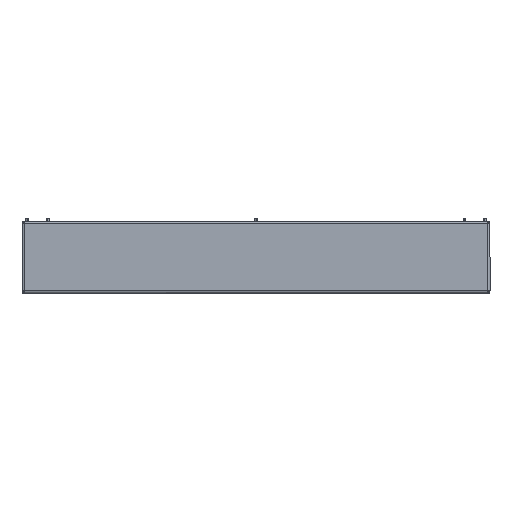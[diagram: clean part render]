
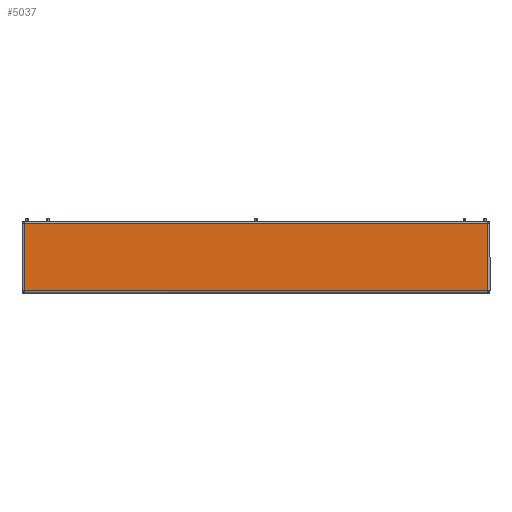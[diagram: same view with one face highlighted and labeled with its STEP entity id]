
A CAD part, top view. The second image highlights one B-rep face of the part: STEP entity #5037.
In plain terms, the highlighted face is planar.
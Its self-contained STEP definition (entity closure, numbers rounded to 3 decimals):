
#143 = LINE ( 'NONE', #2085, #2638 ) ;
#492 = VECTOR ( 'NONE', #595, 1000. ) ;
#585 = CARTESIAN_POINT ( 'NONE',  ( 0., 322., 100. ) ) ;
#595 = DIRECTION ( 'NONE',  ( 0., 0., -1. ) ) ;
#688 = VECTOR ( 'NONE', #3978, 1000. ) ;
#901 = LINE ( 'NONE', #6009, #688 ) ;
#983 = ORIENTED_EDGE ( 'NONE', *, *, #2583, .T. ) ;
#1079 = LINE ( 'NONE', #585, #1740 ) ;
#1108 = DIRECTION ( 'NONE',  ( 1., 0., 0. ) ) ;
#1138 = DIRECTION ( 'NONE',  ( 0., 0., -1. ) ) ;
#1435 = VERTEX_POINT ( 'NONE', #2901 ) ;
#1650 = DIRECTION ( 'NONE',  ( 0., 0., -1. ) ) ;
#1740 = VECTOR ( 'NONE', #1650, 1000. ) ;
#2085 = CARTESIAN_POINT ( 'NONE',  ( 0., -322., 97. ) ) ;
#2402 = VERTEX_POINT ( 'NONE', #4003 ) ;
#2583 = EDGE_CURVE ( 'NONE', #2847, #2402, #143, .T. ) ;
#2606 = DIRECTION ( 'NONE',  ( 0., 1., 0. ) ) ;
#2638 = VECTOR ( 'NONE', #2606, 1000. ) ;
#2847 = VERTEX_POINT ( 'NONE', #6377 ) ;
#2901 = CARTESIAN_POINT ( 'NONE',  ( 0., 322., 3. ) ) ;
#3034 = CARTESIAN_POINT ( 'NONE',  ( 0., 325., 100. ) ) ;
#3131 = VERTEX_POINT ( 'NONE', #6234 ) ;
#3535 = FACE_OUTER_BOUND ( 'NONE', #5760, .T. ) ;
#3813 = ORIENTED_EDGE ( 'NONE', *, *, #5084, .T. ) ;
#3975 = ORIENTED_EDGE ( 'NONE', *, *, #4568, .F. ) ;
#3978 = DIRECTION ( 'NONE',  ( 0., 1., 0. ) ) ;
#4003 = CARTESIAN_POINT ( 'NONE',  ( 0., 322., 97. ) ) ;
#4126 = CARTESIAN_POINT ( 'NONE',  ( 0., -322., 100. ) ) ;
#4568 = EDGE_CURVE ( 'NONE', #2847, #3131, #5066, .T. ) ;
#5026 = AXIS2_PLACEMENT_3D ( 'NONE', #3034, #1108, #1138 ) ;
#5037 = ADVANCED_FACE ( 'NONE', ( #3535 ), #5060, .F. ) ;
#5060 = PLANE ( 'NONE',  #5026 ) ;
#5066 = LINE ( 'NONE', #4126, #492 ) ;
#5084 = EDGE_CURVE ( 'NONE', #2402, #1435, #1079, .T. ) ;
#5574 = ORIENTED_EDGE ( 'NONE', *, *, #5876, .F. ) ;
#5760 = EDGE_LOOP ( 'NONE', ( #5574, #3975, #983, #3813 ) ) ;
#5876 = EDGE_CURVE ( 'NONE', #3131, #1435, #901, .T. ) ;
#6009 = CARTESIAN_POINT ( 'NONE',  ( 0., -322., 3. ) ) ;
#6234 = CARTESIAN_POINT ( 'NONE',  ( 0., -322., 3. ) ) ;
#6377 = CARTESIAN_POINT ( 'NONE',  ( 0., -322., 97. ) ) ;
